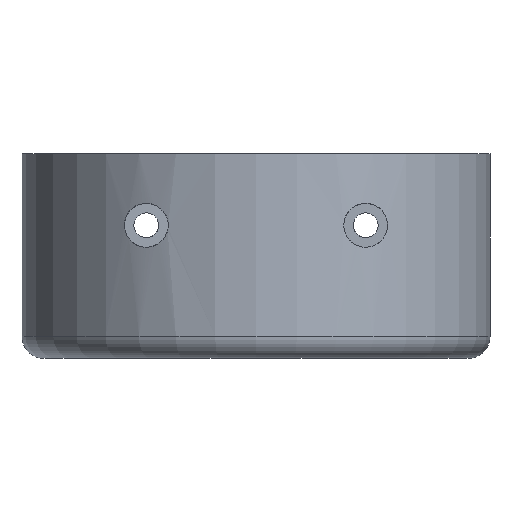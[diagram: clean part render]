
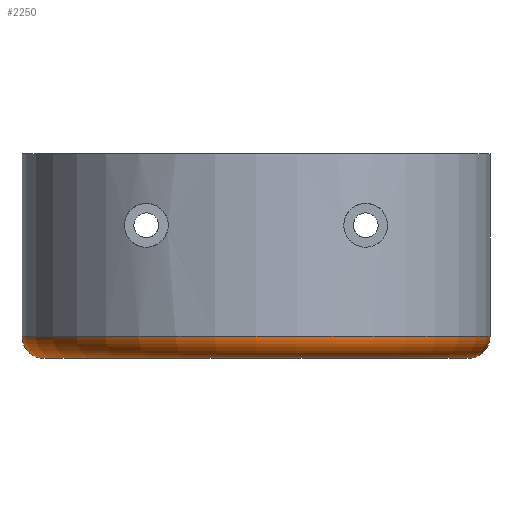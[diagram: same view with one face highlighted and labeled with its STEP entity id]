
A CAD part, front view. The second image highlights one B-rep face of the part: STEP entity #2250.
In plain terms, the highlighted toroidal (fillet/blend) face has major radius 29 mm and minor radius 3 mm.
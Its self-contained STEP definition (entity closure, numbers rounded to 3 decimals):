
#92 = EDGE_CURVE ( 'NONE', #1413, #1510, #1076, .T. ) ;
#260 = AXIS2_PLACEMENT_3D ( 'NONE', #2279, #653, #2437 ) ;
#329 = ORIENTED_EDGE ( 'NONE', *, *, #1054, .T. ) ;
#398 = DIRECTION ( 'NONE',  ( -1., 0., 0. ) ) ;
#465 = AXIS2_PLACEMENT_3D ( 'NONE', #1620, #1445, #2040 ) ;
#556 = DIRECTION ( 'NONE',  ( 0., 0., -1. ) ) ;
#653 = DIRECTION ( 'NONE',  ( 0., 0., -1. ) ) ;
#666 = DIRECTION ( 'NONE',  ( -1., 0., 0. ) ) ;
#738 = VERTEX_POINT ( 'NONE', #1994 ) ;
#803 = FACE_OUTER_BOUND ( 'NONE', #2113, .T. ) ;
#853 = EDGE_CURVE ( 'NONE', #1510, #738, #2607, .T. ) ;
#926 = CARTESIAN_POINT ( 'NONE',  ( 0., 0., 17. ) ) ;
#952 = ORIENTED_EDGE ( 'NONE', *, *, #853, .F. ) ;
#1054 = EDGE_CURVE ( 'NONE', #1413, #1926, #1938, .T. ) ;
#1076 = CIRCLE ( 'NONE', #1546, 32. ) ;
#1099 = ORIENTED_EDGE ( 'NONE', *, *, #92, .F. ) ;
#1164 = AXIS2_PLACEMENT_3D ( 'NONE', #1429, #2455, #666 ) ;
#1218 = EDGE_CURVE ( 'NONE', #738, #1926, #2408, .T. ) ;
#1385 = TOROIDAL_SURFACE ( 'NONE', #260, 29., 3. ) ;
#1413 = VERTEX_POINT ( 'NONE', #2091 ) ;
#1429 = CARTESIAN_POINT ( 'NONE',  ( 29., 0., 17. ) ) ;
#1445 = DIRECTION ( 'NONE',  ( 0., 0., -1. ) ) ;
#1510 = VERTEX_POINT ( 'NONE', #2372 ) ;
#1546 = AXIS2_PLACEMENT_3D ( 'NONE', #926, #2400, #398 ) ;
#1620 = CARTESIAN_POINT ( 'NONE',  ( 0., 0., 14. ) ) ;
#1722 = AXIS2_PLACEMENT_3D ( 'NONE', #1774, #2164, #556 ) ;
#1774 = CARTESIAN_POINT ( 'NONE',  ( -29., 0., 17. ) ) ;
#1926 = VERTEX_POINT ( 'NONE', #2102 ) ;
#1938 = CIRCLE ( 'NONE', #1722, 3. ) ;
#1994 = CARTESIAN_POINT ( 'NONE',  ( 29., 0., 14. ) ) ;
#2040 = DIRECTION ( 'NONE',  ( -1., 0., 0. ) ) ;
#2091 = CARTESIAN_POINT ( 'NONE',  ( -32., 0., 17. ) ) ;
#2102 = CARTESIAN_POINT ( 'NONE',  ( -29., 0., 14. ) ) ;
#2113 = EDGE_LOOP ( 'NONE', ( #952, #1099, #329, #2585 ) ) ;
#2164 = DIRECTION ( 'NONE',  ( 0., -1., 0. ) ) ;
#2250 = ADVANCED_FACE ( 'NONE', ( #803 ), #1385, .T. ) ;
#2279 = CARTESIAN_POINT ( 'NONE',  ( 0., 0., 17. ) ) ;
#2372 = CARTESIAN_POINT ( 'NONE',  ( 32., 0., 17. ) ) ;
#2400 = DIRECTION ( 'NONE',  ( 0., 0., 1. ) ) ;
#2408 = CIRCLE ( 'NONE', #465, 29. ) ;
#2437 = DIRECTION ( 'NONE',  ( -1., 0., 0. ) ) ;
#2455 = DIRECTION ( 'NONE',  ( 0., 1., 0. ) ) ;
#2585 = ORIENTED_EDGE ( 'NONE', *, *, #1218, .F. ) ;
#2607 = CIRCLE ( 'NONE', #1164, 3. ) ;
